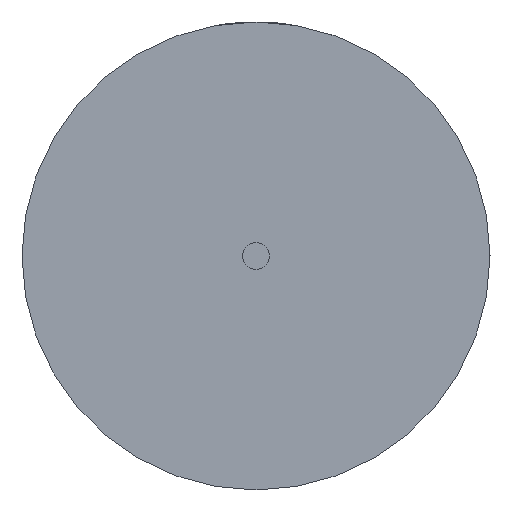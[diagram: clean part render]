
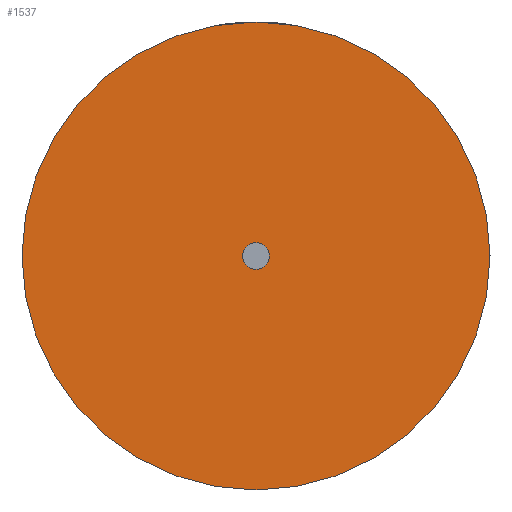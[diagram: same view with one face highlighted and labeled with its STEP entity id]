
A CAD part, left-side view. The second image highlights one B-rep face of the part: STEP entity #1537.
In plain terms, the highlighted planar face has unit normal (-1, 0, 0).
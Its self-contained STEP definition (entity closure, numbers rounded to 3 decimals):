
#82 = DIRECTION ( 'NONE',  ( 0., 0., 1. ) ) ;
#112 = CARTESIAN_POINT ( 'NONE',  ( -0.005, 0., -8.75 ) ) ;
#252 = CARTESIAN_POINT ( 'NONE',  ( -0.005, 0., 0. ) ) ;
#262 = FACE_BOUND ( 'NONE', #318, .T. ) ;
#318 = EDGE_LOOP ( 'NONE', ( #2771, #2506 ) ) ;
#405 = VERTEX_POINT ( 'NONE', #112 ) ;
#416 = CARTESIAN_POINT ( 'NONE',  ( -0.005, 0., 0.5 ) ) ;
#417 = DIRECTION ( 'NONE',  ( 0., 0., 1. ) ) ;
#521 = CARTESIAN_POINT ( 'NONE',  ( -0.005, 0., 0. ) ) ;
#615 = EDGE_LOOP ( 'NONE', ( #2274, #1454 ) ) ;
#627 = VERTEX_POINT ( 'NONE', #416 ) ;
#692 = FACE_OUTER_BOUND ( 'NONE', #615, .T. ) ;
#749 = CIRCLE ( 'NONE', #2616, 8.75 ) ;
#757 = CARTESIAN_POINT ( 'NONE',  ( -0.005, 0., -0.5 ) ) ;
#897 = AXIS2_PLACEMENT_3D ( 'NONE', #2955, #2405, #1146 ) ;
#952 = EDGE_CURVE ( 'NONE', #627, #3038, #1452, .T. ) ;
#1013 = CIRCLE ( 'NONE', #897, 0.5 ) ;
#1146 = DIRECTION ( 'NONE',  ( 0., 0., 1. ) ) ;
#1296 = EDGE_CURVE ( 'NONE', #3038, #627, #1013, .T. ) ;
#1404 = AXIS2_PLACEMENT_3D ( 'NONE', #2899, #1642, #3133 ) ;
#1452 = CIRCLE ( 'NONE', #2027, 0.5 ) ;
#1454 = ORIENTED_EDGE ( 'NONE', *, *, #2271, .T. ) ;
#1537 = ADVANCED_FACE ( 'NONE', ( #692, #262 ), #1770, .T. ) ;
#1642 = DIRECTION ( 'NONE',  ( -1., 0., 0. ) ) ;
#1770 = PLANE ( 'NONE',  #3081 ) ;
#1806 = DIRECTION ( 'NONE',  ( -1., 0., 0. ) ) ;
#1829 = CARTESIAN_POINT ( 'NONE',  ( -0.005, 0., 8.75 ) ) ;
#1843 = DIRECTION ( 'NONE',  ( -1., 0., 0. ) ) ;
#2027 = AXIS2_PLACEMENT_3D ( 'NONE', #2444, #3129, #417 ) ;
#2271 = EDGE_CURVE ( 'NONE', #2815, #405, #2468, .T. ) ;
#2274 = ORIENTED_EDGE ( 'NONE', *, *, #3209, .T. ) ;
#2405 = DIRECTION ( 'NONE',  ( -1., 0., 0. ) ) ;
#2444 = CARTESIAN_POINT ( 'NONE',  ( -0.005, 0., 0. ) ) ;
#2468 = CIRCLE ( 'NONE', #1404, 8.75 ) ;
#2506 = ORIENTED_EDGE ( 'NONE', *, *, #952, .F. ) ;
#2616 = AXIS2_PLACEMENT_3D ( 'NONE', #521, #1806, #2828 ) ;
#2771 = ORIENTED_EDGE ( 'NONE', *, *, #1296, .F. ) ;
#2815 = VERTEX_POINT ( 'NONE', #1829 ) ;
#2828 = DIRECTION ( 'NONE',  ( 0., 0., 1. ) ) ;
#2899 = CARTESIAN_POINT ( 'NONE',  ( -0.005, 0., 0. ) ) ;
#2955 = CARTESIAN_POINT ( 'NONE',  ( -0.005, 0., 0. ) ) ;
#3038 = VERTEX_POINT ( 'NONE', #757 ) ;
#3081 = AXIS2_PLACEMENT_3D ( 'NONE', #252, #1843, #82 ) ;
#3129 = DIRECTION ( 'NONE',  ( -1., 0., 0. ) ) ;
#3133 = DIRECTION ( 'NONE',  ( 0., 0., 1. ) ) ;
#3209 = EDGE_CURVE ( 'NONE', #405, #2815, #749, .T. ) ;
